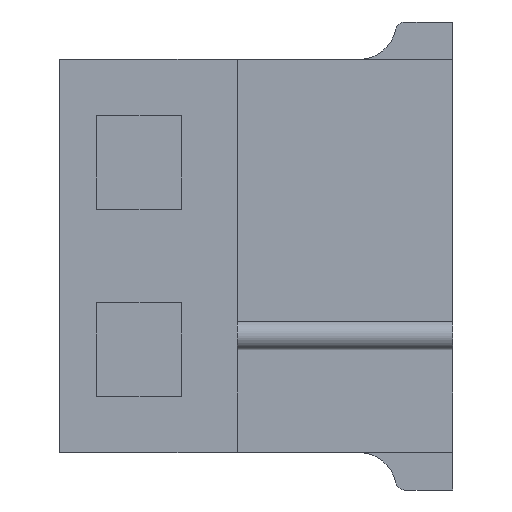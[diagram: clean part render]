
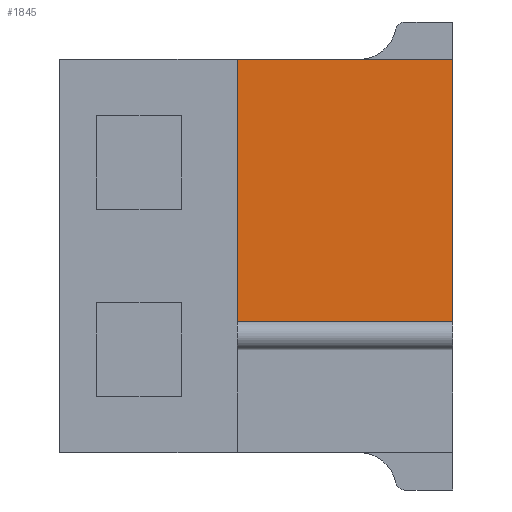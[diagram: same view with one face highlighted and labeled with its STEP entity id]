
A CAD part, left-side view. The second image highlights one B-rep face of the part: STEP entity #1845.
In plain terms, the highlighted planar face has unit normal (-1, 0, 0).
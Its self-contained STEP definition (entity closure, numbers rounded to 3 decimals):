
#97=PLANE('',#1998);
#200=FACE_OUTER_BOUND('',#319,.T.);
#319=EDGE_LOOP('',(#1596,#1597,#1598,#1599));
#539=LINE('',#3231,#749);
#560=LINE('',#3275,#770);
#567=LINE('',#3288,#777);
#569=LINE('',#3292,#779);
#749=VECTOR('',#2371,10.);
#770=VECTOR('',#2398,10.);
#777=VECTOR('',#2409,10.);
#779=VECTOR('',#2415,10.);
#946=VERTEX_POINT('',#3228);
#947=VERTEX_POINT('',#3230);
#966=VERTEX_POINT('',#3272);
#967=VERTEX_POINT('',#3274);
#1172=EDGE_CURVE('',#946,#947,#539,.T.);
#1194=EDGE_CURVE('',#967,#966,#560,.T.);
#1201=EDGE_CURVE('',#966,#947,#567,.T.);
#1203=EDGE_CURVE('',#946,#967,#569,.T.);
#1596=ORIENTED_EDGE('',*,*,#1201,.T.);
#1597=ORIENTED_EDGE('',*,*,#1172,.F.);
#1598=ORIENTED_EDGE('',*,*,#1203,.T.);
#1599=ORIENTED_EDGE('',*,*,#1194,.T.);
#1845=ADVANCED_FACE('',(#200),#97,.T.);
#1998=AXIS2_PLACEMENT_3D('',#3291,#2413,#2414);
#2371=DIRECTION('',(0.,0.,-1.));
#2398=DIRECTION('',(0.,0.,-1.));
#2409=DIRECTION('',(0.,-1.,0.));
#2413=DIRECTION('center_axis',(-1.,0.,0.));
#2414=DIRECTION('ref_axis',(0.,0.,1.));
#2415=DIRECTION('',(0.,1.,0.));
#3228=CARTESIAN_POINT('',(-3.75,0.,10.5));
#3230=CARTESIAN_POINT('',(-3.75,0.,-3.5));
#3231=CARTESIAN_POINT('',(-3.75,0.,10.5));
#3272=CARTESIAN_POINT('',(-3.75,11.5,-3.5));
#3274=CARTESIAN_POINT('',(-3.75,11.5,10.5));
#3275=CARTESIAN_POINT('',(-3.75,11.5,0.));
#3288=CARTESIAN_POINT('',(-3.75,0.,-3.5));
#3291=CARTESIAN_POINT('Origin',(-3.75,0.,-10.5));
#3292=CARTESIAN_POINT('',(-3.75,0.,10.5));
